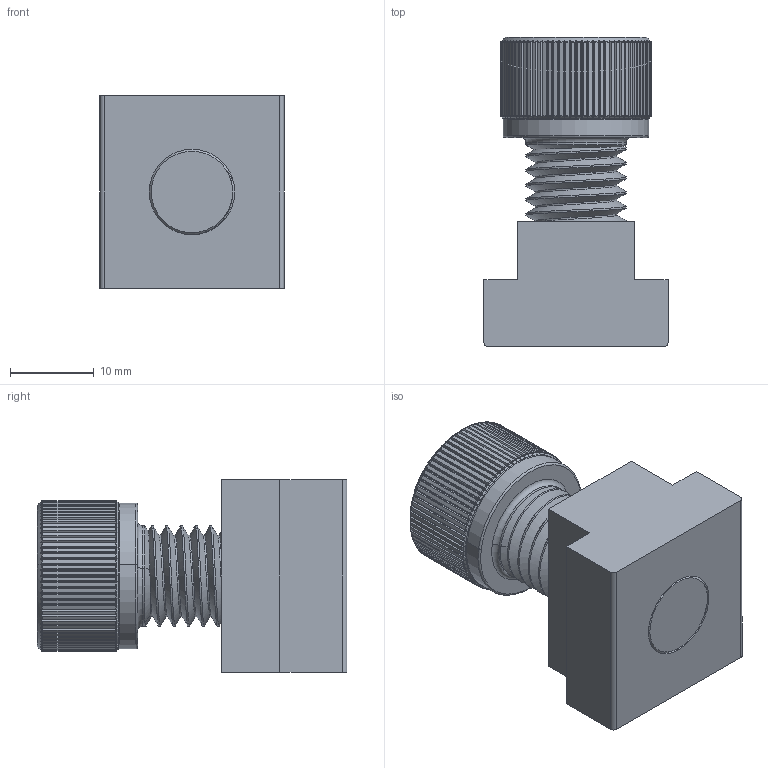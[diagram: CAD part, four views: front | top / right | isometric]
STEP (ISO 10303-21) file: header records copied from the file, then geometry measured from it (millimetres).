
FILE_DESCRIPTION (( 'STEP AP214' ), '1' );
FILE_NAME ('06-0518 T-Nuts.STEP', '2025-01-21T17:24:02', ( '' ), ( '' ), 'SwSTEP 2.0', 'SolidWorks 2023', '' );
FILE_SCHEMA (( 'AUTOMOTIVE_DESIGN' ));
Length unit declared in the file: inch
Products named in the file (3): M12_91290A616; 06-0518 T-Nuts; T-Slot 14mm_M12
Assembly tree (2 placements, depth 2):
  06-0518 T-Nuts
    T-Slot 14mm_M12
    M12_91290A616
Bounding box: 22 x 37 x 23 mm (x, y, z)
Volume: 9859.3 mm3; surface area: 5522.7 mm2
Topology: 2 solids, 2 shells, 572 faces, 1684 edges, 1118 vertices
Faces by surface type: cylinder 209, plane 180, torus 168, cone 12, bspline 3
Entity records: 26210 total; most frequent: CARTESIAN_POINT 12395, ORIENTED_EDGE 3368, DIRECTION 2285, EDGE_CURVE 1684, VERTEX_POINT 1118, AXIS2_PLACEMENT_3D 935, B_SPLINE_CURVE_WITH_KNOTS 851, EDGE_LOOP 576
